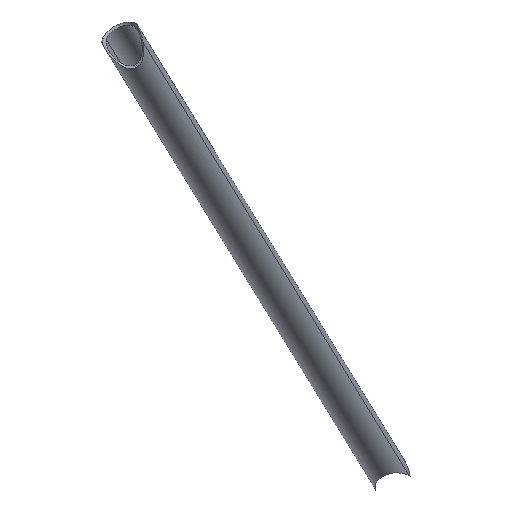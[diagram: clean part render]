
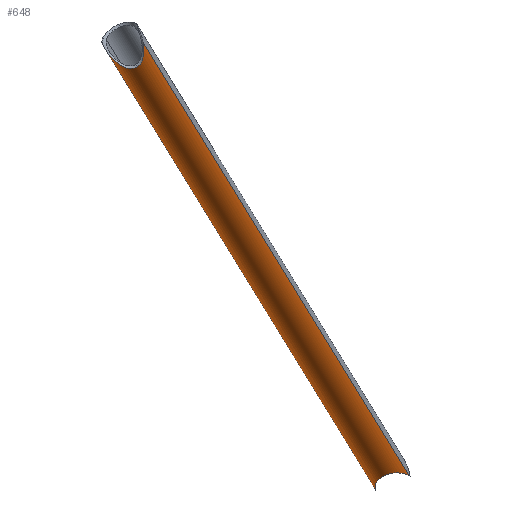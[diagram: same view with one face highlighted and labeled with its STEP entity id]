
A CAD part, left-side view. The second image highlights one B-rep face of the part: STEP entity #648.
In plain terms, the highlighted cylindrical face has radius 12.5 mm (diameter 25 mm), a partial arc.
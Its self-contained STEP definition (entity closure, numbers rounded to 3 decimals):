
#58=CARTESIAN_POINT('Control Point',(-1439.058,-319.97,165.966)) ;
#59=CARTESIAN_POINT('Control Point',(-1440.228,-319.878,166.121)) ;
#60=CARTESIAN_POINT('Control Point',(-1441.392,-319.794,166.325)) ;
#61=CARTESIAN_POINT('Control Point',(-1442.552,-319.726,166.552)) ;
#62=CARTESIAN_POINT('Vertex',(-1439.058,-319.97,165.966)) ;
#64=CARTESIAN_POINT('Vertex',(-1442.552,-319.726,166.552)) ;
#131=CARTESIAN_POINT('Vertex',(-1434.381,-318.979,172.372)) ;
#134=CARTESIAN_POINT('Line Origine',(-1661.436,-235.088,309.)) ;
#138=CARTESIAN_POINT('Vertex',(-1892.449,-149.734,448.01)) ;
#199=CARTESIAN_POINT('Vertex',(-1896.481,-174.896,445.223)) ;
#202=CARTESIAN_POINT('Line Origine',(-1670.1,-258.538,309.)) ;
#206=CARTESIAN_POINT('Vertex',(-1447.457,-340.8,175.027)) ;
#364=CARTESIAN_POINT('Control Point',(-1892.449,-149.734,448.01)) ;
#365=CARTESIAN_POINT('Control Point',(-1892.718,-149.635,447.791)) ;
#366=CARTESIAN_POINT('Control Point',(-1892.99,-149.546,447.572)) ;
#367=CARTESIAN_POINT('Control Point',(-1893.264,-149.468,447.352)) ;
#368=CARTESIAN_POINT('Control Point',(-1893.945,-149.303,446.808)) ;
#369=CARTESIAN_POINT('Control Point',(-1894.627,-149.211,446.247)) ;
#370=CARTESIAN_POINT('Control Point',(-1895.029,-149.185,445.902)) ;
#371=CARTESIAN_POINT('Control Point',(-1895.586,-149.198,445.381)) ;
#372=CARTESIAN_POINT('Control Point',(-1896.015,-149.32,444.774)) ;
#373=CARTESIAN_POINT('Control Point',(-1896.127,-149.368,444.584)) ;
#374=CARTESIAN_POINT('Control Point',(-1896.326,-149.5,444.144)) ;
#375=CARTESIAN_POINT('Control Point',(-1896.41,-149.68,443.683)) ;
#376=CARTESIAN_POINT('Control Point',(-1896.42,-149.79,443.43)) ;
#377=CARTESIAN_POINT('Control Point',(-1896.39,-150.067,442.833)) ;
#378=CARTESIAN_POINT('Control Point',(-1896.26,-150.367,442.261)) ;
#379=CARTESIAN_POINT('Control Point',(-1896.166,-150.547,441.934)) ;
#380=CARTESIAN_POINT('Control Point',(-1895.856,-151.086,440.992)) ;
#381=CARTESIAN_POINT('Control Point',(-1895.474,-151.655,440.093)) ;
#382=CARTESIAN_POINT('Control Point',(-1895.214,-152.042,439.512)) ;
#383=CARTESIAN_POINT('Control Point',(-1894.714,-152.792,438.446)) ;
#384=CARTESIAN_POINT('Control Point',(-1894.202,-153.587,437.418)) ;
#385=CARTESIAN_POINT('Control Point',(-1893.962,-153.968,436.947)) ;
#386=CARTESIAN_POINT('Control Point',(-1893.346,-154.976,435.753)) ;
#387=CARTESIAN_POINT('Control Point',(-1892.737,-156.054,434.618)) ;
#388=CARTESIAN_POINT('Control Point',(-1892.37,-156.742,433.948)) ;
#389=CARTESIAN_POINT('Control Point',(-1891.536,-158.407,432.454)) ;
#390=CARTESIAN_POINT('Control Point',(-1890.762,-160.244,431.138)) ;
#391=CARTESIAN_POINT('Control Point',(-1890.349,-161.349,430.462)) ;
#392=CARTESIAN_POINT('Control Point',(-1889.74,-163.25,429.516)) ;
#393=CARTESIAN_POINT('Control Point',(-1889.295,-165.328,428.952)) ;
#394=CARTESIAN_POINT('Control Point',(-1889.155,-166.148,428.804)) ;
#395=CARTESIAN_POINT('Control Point',(-1888.976,-167.663,428.701)) ;
#396=CARTESIAN_POINT('Control Point',(-1888.968,-169.166,428.95)) ;
#397=CARTESIAN_POINT('Control Point',(-1889.004,-169.826,429.143)) ;
#398=CARTESIAN_POINT('Control Point',(-1889.082,-170.45,429.416)) ;
#399=CARTESIAN_POINT('Control Point',(-1889.197,-171.026,429.757)) ;
#400=CARTESIAN_POINT('Vertex',(-1889.197,-171.026,429.757)) ;
#453=CARTESIAN_POINT('Control Point',(-1896.481,-174.896,445.223)) ;
#454=CARTESIAN_POINT('Control Point',(-1895.998,-175.074,444.312)) ;
#455=CARTESIAN_POINT('Control Point',(-1895.52,-175.22,443.392)) ;
#456=CARTESIAN_POINT('Control Point',(-1895.046,-175.33,442.466)) ;
#457=CARTESIAN_POINT('Control Point',(-1893.937,-175.493,440.269)) ;
#458=CARTESIAN_POINT('Control Point',(-1892.855,-175.402,438.054)) ;
#459=CARTESIAN_POINT('Control Point',(-1892.246,-175.25,436.783)) ;
#460=CARTESIAN_POINT('Control Point',(-1891.289,-174.807,434.745)) ;
#461=CARTESIAN_POINT('Control Point',(-1890.43,-173.927,432.821)) ;
#462=CARTESIAN_POINT('Control Point',(-1890.123,-173.52,432.115)) ;
#463=CARTESIAN_POINT('Control Point',(-1889.727,-172.815,431.171)) ;
#464=CARTESIAN_POINT('Control Point',(-1889.418,-171.926,430.374)) ;
#465=CARTESIAN_POINT('Control Point',(-1889.334,-171.641,430.149)) ;
#466=CARTESIAN_POINT('Control Point',(-1889.26,-171.341,429.943)) ;
#467=CARTESIAN_POINT('Control Point',(-1889.197,-171.026,429.757)) ;
#591=CARTESIAN_POINT('Axis2P3D Location',(-1665.768,-246.813,309.)) ;
#597=CARTESIAN_POINT('Control Point',(-1434.381,-318.979,172.372)) ;
#598=CARTESIAN_POINT('Control Point',(-1434.841,-318.809,170.811)) ;
#599=CARTESIAN_POINT('Control Point',(-1435.702,-318.768,169.353)) ;
#600=CARTESIAN_POINT('Control Point',(-1436.79,-318.946,168.104)) ;
#601=CARTESIAN_POINT('Control Point',(-1437.924,-319.345,166.966)) ;
#602=CARTESIAN_POINT('Control Point',(-1439.058,-319.97,165.966)) ;
#605=CARTESIAN_POINT('Control Point',(-1442.552,-319.726,166.552)) ;
#606=CARTESIAN_POINT('Control Point',(-1444.664,-319.604,166.965)) ;
#607=CARTESIAN_POINT('Control Point',(-1446.765,-319.526,167.447)) ;
#608=CARTESIAN_POINT('Control Point',(-1448.856,-319.51,167.964)) ;
#609=CARTESIAN_POINT('Control Point',(-1452.366,-319.601,168.903)) ;
#610=CARTESIAN_POINT('Control Point',(-1455.823,-319.962,169.958)) ;
#611=CARTESIAN_POINT('Control Point',(-1457.206,-320.16,170.403)) ;
#612=CARTESIAN_POINT('Control Point',(-1459.649,-320.624,171.238)) ;
#613=CARTESIAN_POINT('Control Point',(-1461.987,-321.371,172.157)) ;
#614=CARTESIAN_POINT('Control Point',(-1462.973,-321.761,172.574)) ;
#615=CARTESIAN_POINT('Control Point',(-1464.357,-322.457,173.218)) ;
#616=CARTESIAN_POINT('Control Point',(-1465.521,-323.426,173.905)) ;
#617=CARTESIAN_POINT('Control Point',(-1465.858,-323.759,174.124)) ;
#618=CARTESIAN_POINT('Control Point',(-1466.374,-324.401,174.509)) ;
#619=CARTESIAN_POINT('Control Point',(-1466.727,-325.145,174.887)) ;
#620=CARTESIAN_POINT('Control Point',(-1466.842,-325.48,175.045)) ;
#621=CARTESIAN_POINT('Control Point',(-1466.982,-326.155,175.338)) ;
#622=CARTESIAN_POINT('Control Point',(-1466.966,-326.857,175.598)) ;
#623=CARTESIAN_POINT('Control Point',(-1466.921,-327.196,175.713)) ;
#624=CARTESIAN_POINT('Control Point',(-1466.708,-328.133,176.005)) ;
#625=CARTESIAN_POINT('Control Point',(-1466.28,-329.025,176.22)) ;
#626=CARTESIAN_POINT('Control Point',(-1465.941,-329.57,176.328)) ;
#627=CARTESIAN_POINT('Control Point',(-1464.983,-330.869,176.544)) ;
#628=CARTESIAN_POINT('Control Point',(-1463.818,-332.01,176.641)) ;
#629=CARTESIAN_POINT('Control Point',(-1463.076,-332.651,176.669)) ;
#630=CARTESIAN_POINT('Control Point',(-1461.029,-334.249,176.68)) ;
#631=CARTESIAN_POINT('Control Point',(-1458.822,-335.621,176.553)) ;
#632=CARTESIAN_POINT('Control Point',(-1457.431,-336.404,176.439)) ;
#633=CARTESIAN_POINT('Control Point',(-1454.626,-337.851,176.153)) ;
#634=CARTESIAN_POINT('Control Point',(-1451.749,-339.122,175.757)) ;
#635=CARTESIAN_POINT('Control Point',(-1450.326,-339.711,175.539)) ;
#636=CARTESIAN_POINT('Control Point',(-1448.894,-340.269,175.297)) ;
#637=CARTESIAN_POINT('Control Point',(-1447.457,-340.8,175.027)) ;
#135=DIRECTION('Vector Direction',(0.817,-0.302,-0.492)) ;
#203=DIRECTION('Vector Direction',(0.817,-0.302,-0.492)) ;
#592=DIRECTION('Axis2P3D Direction',(0.817,-0.302,-0.492)) ;
#593=DIRECTION('Axis2P3D XDirection',(-0.347,-0.938,0.)) ;
#594=AXIS2_PLACEMENT_3D('Cylinder Axis2P3D',#591,#592,#593) ;
#640=ORIENTED_EDGE('',*,*,#208,.F.) ;
#641=ORIENTED_EDGE('',*,*,#468,.T.) ;
#642=ORIENTED_EDGE('',*,*,#402,.F.) ;
#643=ORIENTED_EDGE('',*,*,#140,.T.) ;
#644=ORIENTED_EDGE('',*,*,#603,.T.) ;
#645=ORIENTED_EDGE('',*,*,#66,.T.) ;
#646=ORIENTED_EDGE('',*,*,#638,.T.) ;
#136=VECTOR('Line Direction',#135,1.) ;
#204=VECTOR('Line Direction',#203,1.) ;
#648=ADVANCED_FACE('Corps principal',(#647),#595,.T.) ;
#57=B_SPLINE_CURVE_WITH_KNOTS('',3,(#58,#59,#60,#61),.UNSPECIFIED.,.F.,.U.,(4,4),(2.08,7.102),.UNSPECIFIED.) ;
#363=B_SPLINE_CURVE_WITH_KNOTS('',5,(#364,#365,#366,#367,#368,#369,#370,#371,#372,#373,#374,#375,#376,#377,#378,#379,#380,#381,#382,#383,#384,#385,#386,#387,#388,#389,#390,#391,#392,#393,#394,#395,#396,#397,#398,#399),.UNSPECIFIED.,.F.,.U.,(6,3,3,3,3,3,3,3,3,3,3,6),(0.,2.548,6.268,7.858,9.783,12.501,17.765,22.373,29.638,39.235,45.135,49.939),.UNSPECIFIED.) ;
#452=B_SPLINE_CURVE_WITH_KNOTS('',5,(#453,#454,#455,#456,#457,#458,#459,#460,#461,#462,#463,#464,#465,#466,#467),.UNSPECIFIED.,.F.,.U.,(6,3,3,3,6),(0.,7.399,17.417,23.499,26.121),.UNSPECIFIED.) ;
#596=B_SPLINE_CURVE_WITH_KNOTS('',5,(#597,#598,#599,#600,#601,#602),.UNSPECIFIED.,.F.,.U.,(6,6),(0.,11.57),.UNSPECIFIED.) ;
#604=B_SPLINE_CURVE_WITH_KNOTS('',5,(#605,#606,#607,#608,#609,#610,#611,#612,#613,#614,#615,#616,#617,#618,#619,#620,#621,#622,#623,#624,#625,#626,#627,#628,#629,#630,#631,#632,#633,#634,#635,#636,#637),.UNSPECIFIED.,.F.,.U.,(6,3,3,3,3,3,3,3,3,3,6),(0.,15.241,25.668,33.749,37.405,40.13,42.668,47.209,54.154,65.556,76.553),.UNSPECIFIED.) ;
#595=CYLINDRICAL_SURFACE('generated cylinder',#594,12.5) ;
#66=EDGE_CURVE('',#63,#65,#57,.T.) ;
#140=EDGE_CURVE('',#139,#132,#137,.T.) ;
#208=EDGE_CURVE('',#200,#207,#205,.T.) ;
#402=EDGE_CURVE('',#139,#401,#363,.T.) ;
#468=EDGE_CURVE('',#200,#401,#452,.T.) ;
#603=EDGE_CURVE('',#132,#63,#596,.T.) ;
#638=EDGE_CURVE('',#65,#207,#604,.T.) ;
#639=EDGE_LOOP('',(#640,#641,#642,#643,#644,#645,#646)) ;
#647=FACE_OUTER_BOUND('',#639,.T.) ;
#137=LINE('Line',#134,#136) ;
#205=LINE('Line',#202,#204) ;
#63=VERTEX_POINT('',#62) ;
#65=VERTEX_POINT('',#64) ;
#132=VERTEX_POINT('',#131) ;
#139=VERTEX_POINT('',#138) ;
#200=VERTEX_POINT('',#199) ;
#207=VERTEX_POINT('',#206) ;
#401=VERTEX_POINT('',#400) ;
